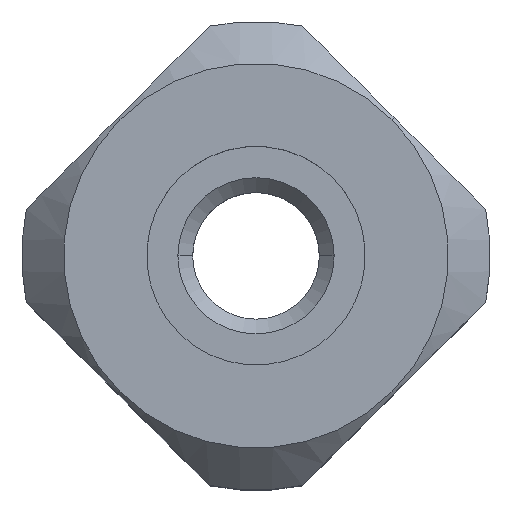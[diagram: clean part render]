
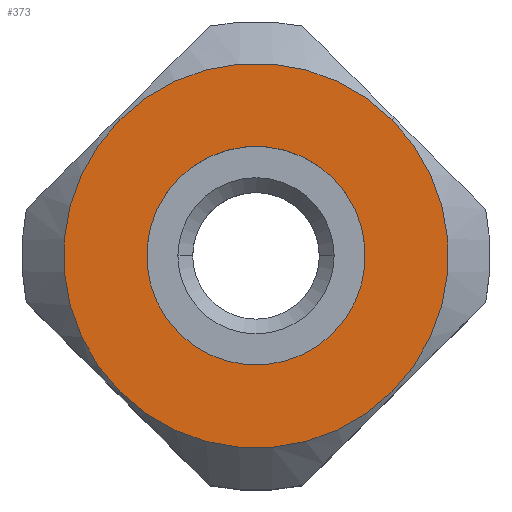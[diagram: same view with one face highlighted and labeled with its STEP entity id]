
A CAD part, top view. The second image highlights one B-rep face of the part: STEP entity #373.
In plain terms, the highlighted planar face has unit normal (0, 0, 1).
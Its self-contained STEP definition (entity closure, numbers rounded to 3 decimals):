
#275=EDGE_CURVE('',#701,#457,#780,.T.);
#309=VERTEX_POINT('',#817);
#373=ADVANCED_FACE('',(#889,#890),#891,.T.);
#387=EDGE_CURVE('',#457,#701,#907,.T.);
#457=VERTEX_POINT('',#985);
#463=VERTEX_POINT('',#993);
#553=EDGE_CURVE('',#463,#309,#1089,.T.);
#597=EDGE_CURVE('',#309,#463,#1137,.T.);
#701=VERTEX_POINT('',#1251);
#780=CIRCLE('',#1330,4.927);
#817=CARTESIAN_POINT('',(1.98,1.98,0.0));
#889=FACE_BOUND('',#1487,.T.);
#890=FACE_OUTER_BOUND('',#1488,.T.);
#891=PLANE('',#1489);
#907=CIRCLE('',#1509,4.927);
#985=CARTESIAN_POINT('',(3.484,3.484,0.0));
#993=CARTESIAN_POINT('',(-1.98,-1.98,0.));
#1089=CIRCLE('',#1833,2.8);
#1137=CIRCLE('',#1916,2.8);
#1251=CARTESIAN_POINT('',(-3.484,-3.484,0.));
#1330=AXIS2_PLACEMENT_3D('',#2167,#2168,#2169);
#1487=EDGE_LOOP('',(#2307,#2308));
#1488=EDGE_LOOP('',(#2309,#2310));
#1489=AXIS2_PLACEMENT_3D('',#2311,#2312,#2313);
#1509=AXIS2_PLACEMENT_3D('',#2337,#2338,#2339);
#1833=AXIS2_PLACEMENT_3D('',#2529,#2530,#2531);
#1916=AXIS2_PLACEMENT_3D('',#2587,#2588,#2589);
#2167=CARTESIAN_POINT('',(0.0,0.0,0.0));
#2168=DIRECTION('',(0.,0.,1.0));
#2169=DIRECTION('',(0.707,0.707,0.0));
#2307=ORIENTED_EDGE('',*,*,#597,.F.);
#2308=ORIENTED_EDGE('',*,*,#553,.F.);
#2309=ORIENTED_EDGE('',*,*,#387,.T.);
#2310=ORIENTED_EDGE('',*,*,#275,.T.);
#2311=CARTESIAN_POINT('',(2.732,2.732,0.0));
#2312=DIRECTION('',(0.,0.,1.0));
#2313=DIRECTION('',(0.707,0.707,0.0));
#2337=CARTESIAN_POINT('',(0.0,0.0,0.0));
#2338=DIRECTION('',(0.,0.,1.0));
#2339=DIRECTION('',(0.707,0.707,0.0));
#2529=CARTESIAN_POINT('',(0.0,0.0,0.0));
#2530=DIRECTION('',(0.,0.,1.0));
#2531=DIRECTION('',(0.707,0.707,0.0));
#2587=CARTESIAN_POINT('',(0.0,0.0,0.0));
#2588=DIRECTION('',(0.,0.,1.0));
#2589=DIRECTION('',(0.707,0.707,0.0));
